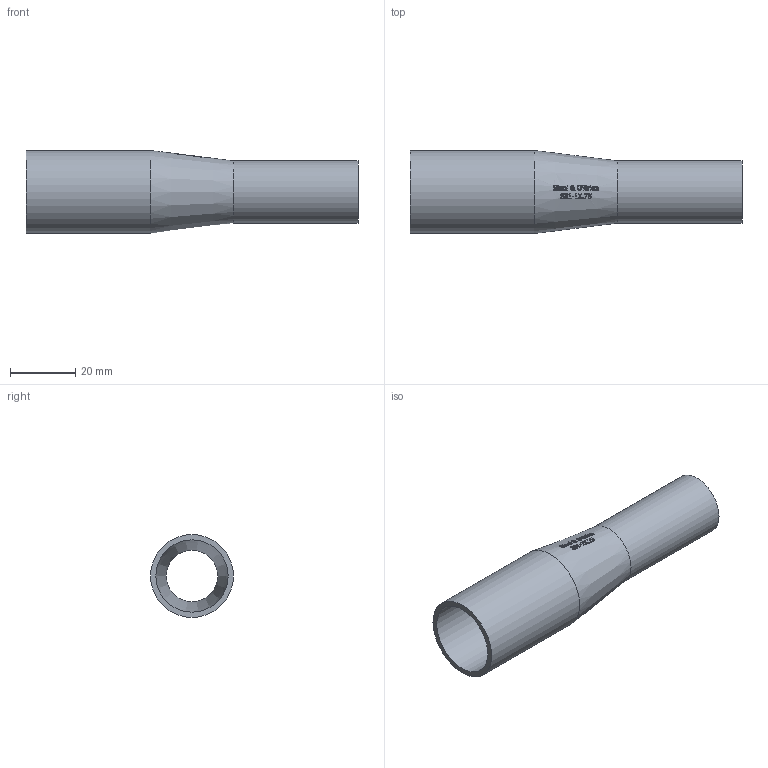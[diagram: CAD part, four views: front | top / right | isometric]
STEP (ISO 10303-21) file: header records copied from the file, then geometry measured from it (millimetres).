
FILE_DESCRIPTION(/* description */ (''),/* implementation_level */ '2;1');
FILE_NAME(/* name */ 'S31-1x.75.stp',/* time_stamp */ '2018-11-28T16:15:50-05:00',/* author */ ('rick'),/* organization */ (''),/* preprocessor_version */ 'ST-DEVELOPER v15.2',/* originating_system */ 'Autodesk Inventor 2014',/* authorisation */ '');
FILE_SCHEMA (('AUTOMOTIVE_DESIGN { 1 0 10303 214 3 1 1 }'));
Length unit declared in the file: inch
Products named in the file (1): S31-1x.75
Bounding box: 101.6 x 25.4 x 25.4 mm (x, y, z)
Volume: 10969 mm3; surface area: 13375.3 mm2
Topology: 1 solids, 1 shells, 354 faces, 959 edges, 638 vertices
Faces by surface type: bspline 169, plane 148, cone 33, cylinder 4
Full cylindrical faces by diameter (mm): 15.748 x1, 19.05 x1, 22.098 x1, 25.4 x1
Entity records: 14217 total; most frequent: CARTESIAN_POINT 6263, ORIENTED_EDGE 1906, DIRECTION 1149, EDGE_CURVE 953, VERTEX_POINT 638, LINE 453, VECTOR 453, EDGE_LOOP 393
